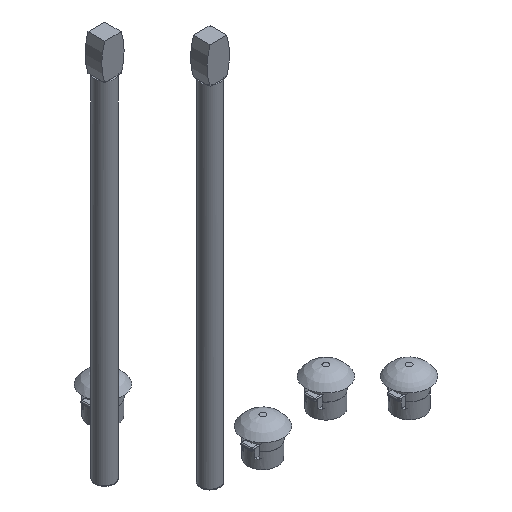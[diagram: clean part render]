
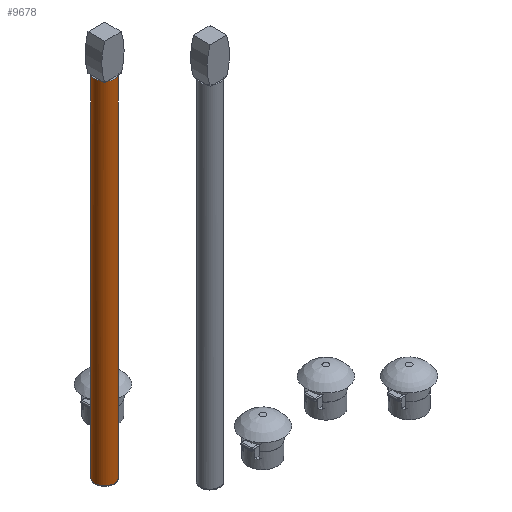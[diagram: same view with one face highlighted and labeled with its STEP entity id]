
A CAD part, isometric view. The second image highlights one B-rep face of the part: STEP entity #9678.
In plain terms, the highlighted cylindrical face has radius 1.714 mm (diameter 3.429 mm), a full revolution.
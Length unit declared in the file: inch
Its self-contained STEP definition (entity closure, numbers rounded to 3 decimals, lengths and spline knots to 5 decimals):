
#18 = ORIENTED_EDGE ( 'NONE', *, *, #4841, .T. ) ;
#118 = CYLINDRICAL_SURFACE ( 'NONE', #11170, 0.0675 ) ;
#412 = CARTESIAN_POINT ( 'NONE',  ( -0.38564, 0.34346, -2.37899 ) ) ;
#463 = DIRECTION ( 'NONE',  ( 0., 0., -1. ) ) ;
#468 = EDGE_LOOP ( 'NONE', ( #6589, #957, #10482, #18, #7575, #10294, #2169, #3660 ) ) ;
#787 = CARTESIAN_POINT ( 'NONE',  ( -0.38564, 0.34346, 0.04217 ) ) ;
#794 = AXIS2_PLACEMENT_3D ( 'NONE', #787, #10096, #8302 ) ;
#902 = EDGE_CURVE ( 'NONE', #6167, #6167, #7226, .T. ) ;
#957 = ORIENTED_EDGE ( 'NONE', *, *, #12118, .T. ) ;
#1019 = VERTEX_POINT ( 'NONE', #6319 ) ;
#1286 = FACE_OUTER_BOUND ( 'NONE', #9958, .T. ) ;
#1516 = AXIS2_PLACEMENT_3D ( 'NONE', #5550, #12353, #3615 ) ;
#1943 = CARTESIAN_POINT ( 'NONE',  ( -0.38564, 0.34346, 0.04217 ) ) ;
#2169 = ORIENTED_EDGE ( 'NONE', *, *, #9811, .T. ) ;
#2438 = DIRECTION ( 'NONE',  ( -1., 0., 0. ) ) ;
#2572 = DIRECTION ( 'NONE',  ( 0., 0., -1. ) ) ;
#3017 = CARTESIAN_POINT ( 'NONE',  ( -0.44314, 0.30811, 0.04217 ) ) ;
#3163 = CIRCLE ( 'NONE', #10576, 0.0675 ) ;
#3445 = EDGE_CURVE ( 'NONE', #1019, #6202, #7573, .T. ) ;
#3615 = DIRECTION ( 'NONE',  ( -1., 0., 0. ) ) ;
#3660 = ORIENTED_EDGE ( 'NONE', *, *, #3445, .T. ) ;
#4199 = CARTESIAN_POINT ( 'NONE',  ( -0.45314, 0.34346, -2.37899 ) ) ;
#4341 = VERTEX_POINT ( 'NONE', #3017 ) ;
#4749 = CARTESIAN_POINT ( 'NONE',  ( -0.32814, 0.30811, 0.04217 ) ) ;
#4841 = EDGE_CURVE ( 'NONE', #10559, #6927, #8322, .T. ) ;
#5063 = AXIS2_PLACEMENT_3D ( 'NONE', #11845, #9907, #7151 ) ;
#5550 = CARTESIAN_POINT ( 'NONE',  ( -0.38564, 0.34346, 0.04217 ) ) ;
#5677 = EDGE_CURVE ( 'NONE', #9529, #4341, #3163, .T. ) ;
#5727 = CARTESIAN_POINT ( 'NONE',  ( -0.38564, 0.34346, 0.04217 ) ) ;
#5735 = DIRECTION ( 'NONE',  ( 0., 0., -1. ) ) ;
#5794 = DIRECTION ( 'NONE',  ( -1., 0., 0. ) ) ;
#5883 = CARTESIAN_POINT ( 'NONE',  ( -0.38564, 0.34346, 0.04217 ) ) ;
#5985 = DIRECTION ( 'NONE',  ( -1., 0., 0. ) ) ;
#6139 = VERTEX_POINT ( 'NONE', #6522 ) ;
#6167 = VERTEX_POINT ( 'NONE', #4199 ) ;
#6202 = VERTEX_POINT ( 'NONE', #10407 ) ;
#6319 = CARTESIAN_POINT ( 'NONE',  ( -0.44314, 0.37882, 0.04217 ) ) ;
#6522 = CARTESIAN_POINT ( 'NONE',  ( -0.32814, 0.37882, 0.04217 ) ) ;
#6589 = ORIENTED_EDGE ( 'NONE', *, *, #11116, .T. ) ;
#6884 = DIRECTION ( 'NONE',  ( -1., 0., 0. ) ) ;
#6927 = VERTEX_POINT ( 'NONE', #8432 ) ;
#7114 = CARTESIAN_POINT ( 'NONE',  ( -0.38564, 0.34346, 0.04217 ) ) ;
#7151 = DIRECTION ( 'NONE',  ( -1., 0., 0. ) ) ;
#7181 = DIRECTION ( 'NONE',  ( 0., 0., -1. ) ) ;
#7226 = CIRCLE ( 'NONE', #9623, 0.0675 ) ;
#7257 = CIRCLE ( 'NONE', #9048, 0.0675 ) ;
#7507 = CIRCLE ( 'NONE', #1516, 0.0675 ) ;
#7573 = CIRCLE ( 'NONE', #794, 0.0675 ) ;
#7575 = ORIENTED_EDGE ( 'NONE', *, *, #9370, .T. ) ;
#7899 = CIRCLE ( 'NONE', #5063, 0.0675 ) ;
#7923 = DIRECTION ( 'NONE',  ( 0., 0., -1. ) ) ;
#7937 = CARTESIAN_POINT ( 'NONE',  ( -0.35028, 0.40096, 0.04217 ) ) ;
#7948 = DIRECTION ( 'NONE',  ( -1., 0., 0. ) ) ;
#8302 = DIRECTION ( 'NONE',  ( -1., 0., 0. ) ) ;
#8322 = CIRCLE ( 'NONE', #9898, 0.0675 ) ;
#8432 = CARTESIAN_POINT ( 'NONE',  ( -0.35028, 0.28596, 0.04217 ) ) ;
#8690 = VERTEX_POINT ( 'NONE', #7937 ) ;
#9048 = AXIS2_PLACEMENT_3D ( 'NONE', #5727, #9640, #6884 ) ;
#9370 = EDGE_CURVE ( 'NONE', #6927, #9529, #10739, .T. ) ;
#9529 = VERTEX_POINT ( 'NONE', #11803 ) ;
#9541 = CIRCLE ( 'NONE', #10736, 0.0675 ) ;
#9593 = DIRECTION ( 'NONE',  ( -1., 0., 0. ) ) ;
#9623 = AXIS2_PLACEMENT_3D ( 'NONE', #412, #10080, #2438 ) ;
#9640 = DIRECTION ( 'NONE',  ( 0., 0., -1. ) ) ;
#9678 = ADVANCED_FACE ( 'NONE', ( #1286, #11545 ), #118, .T. ) ;
#9786 = DIRECTION ( 'NONE',  ( -1., 0., 0. ) ) ;
#9811 = EDGE_CURVE ( 'NONE', #4341, #1019, #7507, .T. ) ;
#9898 = AXIS2_PLACEMENT_3D ( 'NONE', #10211, #2572, #5794 ) ;
#9907 = DIRECTION ( 'NONE',  ( 0., 0., -1. ) ) ;
#9958 = EDGE_LOOP ( 'NONE', ( #11469 ) ) ;
#10080 = DIRECTION ( 'NONE',  ( 0., 0., 1. ) ) ;
#10096 = DIRECTION ( 'NONE',  ( 0., 0., -1. ) ) ;
#10176 = EDGE_CURVE ( 'NONE', #6139, #10559, #7257, .T. ) ;
#10211 = CARTESIAN_POINT ( 'NONE',  ( -0.38564, 0.34346, 0.04217 ) ) ;
#10294 = ORIENTED_EDGE ( 'NONE', *, *, #5677, .T. ) ;
#10407 = CARTESIAN_POINT ( 'NONE',  ( -0.42099, 0.40096, 0.04217 ) ) ;
#10482 = ORIENTED_EDGE ( 'NONE', *, *, #10176, .T. ) ;
#10559 = VERTEX_POINT ( 'NONE', #4749 ) ;
#10576 = AXIS2_PLACEMENT_3D ( 'NONE', #7114, #7181, #7948 ) ;
#10736 = AXIS2_PLACEMENT_3D ( 'NONE', #1943, #5735, #9593 ) ;
#10739 = CIRCLE ( 'NONE', #12140, 0.0675 ) ;
#11116 = EDGE_CURVE ( 'NONE', #6202, #8690, #7899, .T. ) ;
#11170 = AXIS2_PLACEMENT_3D ( 'NONE', #5883, #7923, #9786 ) ;
#11469 = ORIENTED_EDGE ( 'NONE', *, *, #902, .T. ) ;
#11545 = FACE_OUTER_BOUND ( 'NONE', #468, .T. ) ;
#11803 = CARTESIAN_POINT ( 'NONE',  ( -0.42099, 0.28596, 0.04217 ) ) ;
#11831 = CARTESIAN_POINT ( 'NONE',  ( -0.38564, 0.34346, 0.04217 ) ) ;
#11845 = CARTESIAN_POINT ( 'NONE',  ( -0.38564, 0.34346, 0.04217 ) ) ;
#12118 = EDGE_CURVE ( 'NONE', #8690, #6139, #9541, .T. ) ;
#12140 = AXIS2_PLACEMENT_3D ( 'NONE', #11831, #463, #5985 ) ;
#12353 = DIRECTION ( 'NONE',  ( 0., 0., -1. ) ) ;
